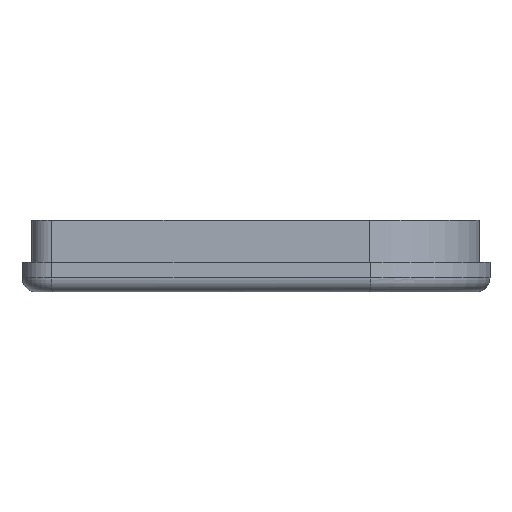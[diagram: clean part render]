
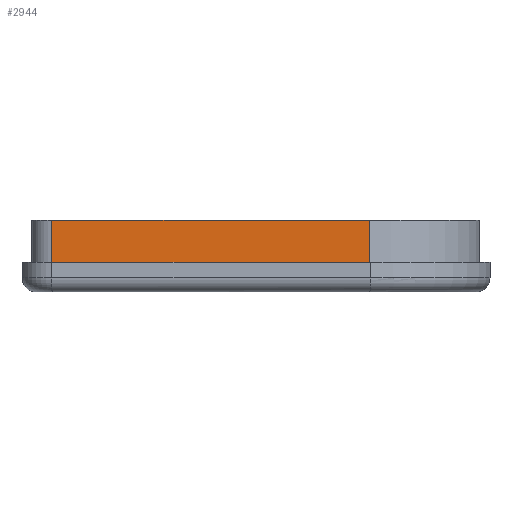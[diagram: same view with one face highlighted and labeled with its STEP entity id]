
A CAD part, left-side view. The second image highlights one B-rep face of the part: STEP entity #2944.
In plain terms, the highlighted planar face has unit normal (-1, 0, 0).
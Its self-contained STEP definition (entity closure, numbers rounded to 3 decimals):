
#28 = EDGE_CURVE ( 'NONE', #490, #2765, #3894, .T. ) ;
#65 = ORIENTED_EDGE ( 'NONE', *, *, #1460, .F. ) ;
#189 = CARTESIAN_POINT ( 'NONE',  ( -35.883, 21.878, 4.5 ) ) ;
#199 = CARTESIAN_POINT ( 'NONE',  ( -35.883, 0., 1. ) ) ;
#490 = VERTEX_POINT ( 'NONE', #4494 ) ;
#710 = VECTOR ( 'NONE', #1723, 1000. ) ;
#851 = ORIENTED_EDGE ( 'NONE', *, *, #951, .T. ) ;
#930 = AXIS2_PLACEMENT_3D ( 'NONE', #199, #3793, #4471 ) ;
#951 = EDGE_CURVE ( 'NONE', #3211, #4149, #2871, .T. ) ;
#1238 = DIRECTION ( 'NONE',  ( 0., 0., -1. ) ) ;
#1460 = EDGE_CURVE ( 'NONE', #2765, #4149, #4411, .T. ) ;
#1502 = VECTOR ( 'NONE', #1238, 1000. ) ;
#1596 = VECTOR ( 'NONE', #3046, 1000. ) ;
#1598 = CARTESIAN_POINT ( 'NONE',  ( -35.883, 21.878, 4.5 ) ) ;
#1723 = DIRECTION ( 'NONE',  ( 0., 0., -1. ) ) ;
#1896 = LINE ( 'NONE', #1598, #1596 ) ;
#2112 = VECTOR ( 'NONE', #2889, 1000. ) ;
#2358 = PLANE ( 'NONE',  #930 ) ;
#2412 = CARTESIAN_POINT ( 'NONE',  ( -35.883, -12.153, 1. ) ) ;
#2555 = CARTESIAN_POINT ( 'NONE',  ( -35.883, 0., 0. ) ) ;
#2765 = VERTEX_POINT ( 'NONE', #4053 ) ;
#2871 = LINE ( 'NONE', #3220, #710 ) ;
#2889 = DIRECTION ( 'NONE',  ( 0., 1., 0. ) ) ;
#2944 = ADVANCED_FACE ( 'NONE', ( #3398 ), #2358, .T. ) ;
#3046 = DIRECTION ( 'NONE',  ( 0., -1., 0. ) ) ;
#3211 = VERTEX_POINT ( 'NONE', #189 ) ;
#3220 = CARTESIAN_POINT ( 'NONE',  ( -35.883, 21.878, 1. ) ) ;
#3398 = FACE_OUTER_BOUND ( 'NONE', #3468, .T. ) ;
#3468 = EDGE_LOOP ( 'NONE', ( #65, #4127, #4021, #851 ) ) ;
#3793 = DIRECTION ( 'NONE',  ( -1., 0., 0. ) ) ;
#3894 = LINE ( 'NONE', #2412, #1502 ) ;
#4021 = ORIENTED_EDGE ( 'NONE', *, *, #4114, .F. ) ;
#4053 = CARTESIAN_POINT ( 'NONE',  ( -35.883, -12.153, 0. ) ) ;
#4114 = EDGE_CURVE ( 'NONE', #3211, #490, #1896, .T. ) ;
#4127 = ORIENTED_EDGE ( 'NONE', *, *, #28, .F. ) ;
#4149 = VERTEX_POINT ( 'NONE', #4401 ) ;
#4401 = CARTESIAN_POINT ( 'NONE',  ( -35.883, 21.878, 0. ) ) ;
#4411 = LINE ( 'NONE', #2555, #2112 ) ;
#4471 = DIRECTION ( 'NONE',  ( 0., 0., 1. ) ) ;
#4494 = CARTESIAN_POINT ( 'NONE',  ( -35.883, -12.153, 4.5 ) ) ;
